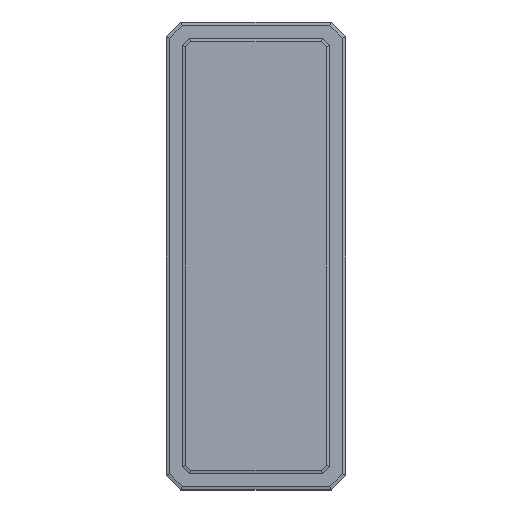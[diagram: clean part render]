
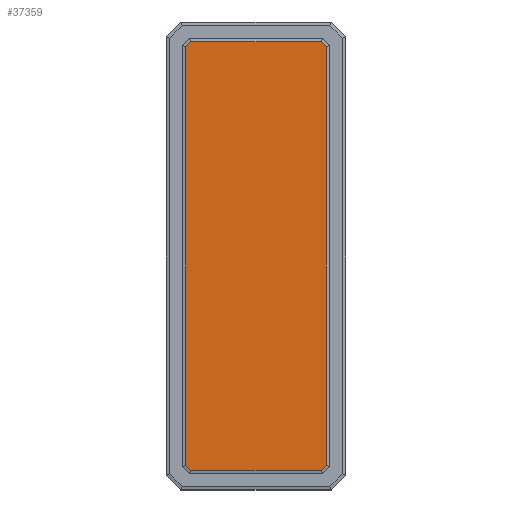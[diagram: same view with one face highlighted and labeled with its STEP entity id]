
A CAD part, top view. The second image highlights one B-rep face of the part: STEP entity #37359.
In plain terms, the highlighted face is planar.
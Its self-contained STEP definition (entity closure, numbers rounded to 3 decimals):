
#2872 = CARTESIAN_POINT ( 'NONE',  ( 180.858, 2., 595. ) ) ;
#3393 = VECTOR ( 'NONE', #52386, 1000. ) ;
#4108 = DIRECTION ( 'NONE',  ( -0.707, 0., -0.707 ) ) ;
#4658 = VERTEX_POINT ( 'NONE', #32249 ) ;
#7073 = CARTESIAN_POINT ( 'NONE',  ( 180.858, 2., -595. ) ) ;
#8780 = CARTESIAN_POINT ( 'NONE',  ( -195., 2., -580.858 ) ) ;
#9059 = LINE ( 'NONE', #2872, #3393 ) ;
#9565 = LINE ( 'NONE', #31029, #68953 ) ;
#10078 = AXIS2_PLACEMENT_3D ( 'NONE', #29161, #24418, #22022 ) ;
#10995 = CARTESIAN_POINT ( 'NONE',  ( -180.858, 2., 595. ) ) ;
#11292 = DIRECTION ( 'NONE',  ( 1., 0., 0. ) ) ;
#11950 = VECTOR ( 'NONE', #21346, 1000. ) ;
#13912 = EDGE_CURVE ( 'NONE', #25953, #54743, #26452, .T. ) ;
#17523 = ORIENTED_EDGE ( 'NONE', *, *, #20332, .T. ) ;
#18963 = FACE_OUTER_BOUND ( 'NONE', #21159, .T. ) ;
#20332 = EDGE_CURVE ( 'NONE', #57673, #4658, #9565, .T. ) ;
#21159 = EDGE_LOOP ( 'NONE', ( #28139, #60772, #17523, #33827, #23245, #33862, #70764, #50329 ) ) ;
#21346 = DIRECTION ( 'NONE',  ( 0.707, 0., 0.707 ) ) ;
#22022 = DIRECTION ( 'NONE',  ( 1., 0., 0. ) ) ;
#22037 = LINE ( 'NONE', #55144, #33736 ) ;
#23058 = VECTOR ( 'NONE', #11292, 1000. ) ;
#23075 = DIRECTION ( 'NONE',  ( -0.707, 0., 0.707 ) ) ;
#23245 = ORIENTED_EDGE ( 'NONE', *, *, #39861, .T. ) ;
#24418 = DIRECTION ( 'NONE',  ( 0., 1., 0. ) ) ;
#25953 = VERTEX_POINT ( 'NONE', #69082 ) ;
#26452 = LINE ( 'NONE', #42857, #11950 ) ;
#26948 = LINE ( 'NONE', #65509, #40322 ) ;
#28139 = ORIENTED_EDGE ( 'NONE', *, *, #30427, .T. ) ;
#29161 = CARTESIAN_POINT ( 'NONE',  ( 0., 2., 0. ) ) ;
#29985 = DIRECTION ( 'NONE',  ( -1., 0., 0. ) ) ;
#30427 = EDGE_CURVE ( 'NONE', #71542, #44148, #9059, .T. ) ;
#31029 = CARTESIAN_POINT ( 'NONE',  ( 195., 2., -580.858 ) ) ;
#32249 = CARTESIAN_POINT ( 'NONE',  ( 180.858, 2., -595. ) ) ;
#33736 = VECTOR ( 'NONE', #71501, 1000. ) ;
#33827 = ORIENTED_EDGE ( 'NONE', *, *, #34941, .T. ) ;
#33862 = ORIENTED_EDGE ( 'NONE', *, *, #56382, .T. ) ;
#34198 = CARTESIAN_POINT ( 'NONE',  ( -180.858, 2., 595. ) ) ;
#34941 = EDGE_CURVE ( 'NONE', #4658, #70018, #68893, .T. ) ;
#37359 = ADVANCED_FACE ( 'NONE', ( #18963 ), #68080, .T. ) ;
#38394 = LINE ( 'NONE', #55120, #39229 ) ;
#38949 = DIRECTION ( 'NONE',  ( 0., 0., -1. ) ) ;
#39229 = VECTOR ( 'NONE', #23075, 1000. ) ;
#39861 = EDGE_CURVE ( 'NONE', #70018, #48203, #38394, .T. ) ;
#40322 = VECTOR ( 'NONE', #38949, 1000. ) ;
#42857 = CARTESIAN_POINT ( 'NONE',  ( -195., 2., 580.858 ) ) ;
#44148 = VERTEX_POINT ( 'NONE', #45777 ) ;
#45320 = CARTESIAN_POINT ( 'NONE',  ( 195., 2., -580.858 ) ) ;
#45777 = CARTESIAN_POINT ( 'NONE',  ( 195., 2., 580.858 ) ) ;
#48203 = VERTEX_POINT ( 'NONE', #8780 ) ;
#50329 = ORIENTED_EDGE ( 'NONE', *, *, #68361, .T. ) ;
#52386 = DIRECTION ( 'NONE',  ( 0.707, 0., -0.707 ) ) ;
#54743 = VERTEX_POINT ( 'NONE', #10995 ) ;
#55120 = CARTESIAN_POINT ( 'NONE',  ( -180.858, 2., -595. ) ) ;
#55144 = CARTESIAN_POINT ( 'NONE',  ( -195., 2., -580.858 ) ) ;
#56382 = EDGE_CURVE ( 'NONE', #48203, #25953, #22037, .T. ) ;
#56770 = LINE ( 'NONE', #34198, #23058 ) ;
#57673 = VERTEX_POINT ( 'NONE', #45320 ) ;
#60772 = ORIENTED_EDGE ( 'NONE', *, *, #66324, .T. ) ;
#64280 = CARTESIAN_POINT ( 'NONE',  ( -180.858, 2., -595. ) ) ;
#65509 = CARTESIAN_POINT ( 'NONE',  ( 195., 2., 580.858 ) ) ;
#66324 = EDGE_CURVE ( 'NONE', #44148, #57673, #26948, .T. ) ;
#68080 = PLANE ( 'NONE',  #10078 ) ;
#68361 = EDGE_CURVE ( 'NONE', #54743, #71542, #56770, .T. ) ;
#68662 = CARTESIAN_POINT ( 'NONE',  ( 180.858, 2., 595. ) ) ;
#68893 = LINE ( 'NONE', #7073, #70361 ) ;
#68953 = VECTOR ( 'NONE', #4108, 1000. ) ;
#69082 = CARTESIAN_POINT ( 'NONE',  ( -195., 2., 580.858 ) ) ;
#70018 = VERTEX_POINT ( 'NONE', #64280 ) ;
#70361 = VECTOR ( 'NONE', #29985, 1000. ) ;
#70764 = ORIENTED_EDGE ( 'NONE', *, *, #13912, .T. ) ;
#71501 = DIRECTION ( 'NONE',  ( 0., 0., 1. ) ) ;
#71542 = VERTEX_POINT ( 'NONE', #68662 ) ;
